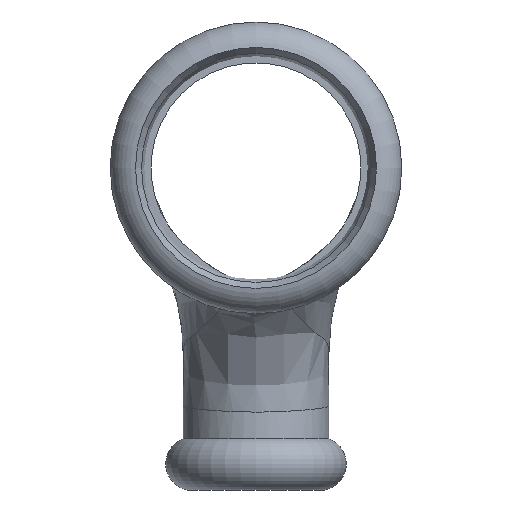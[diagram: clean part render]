
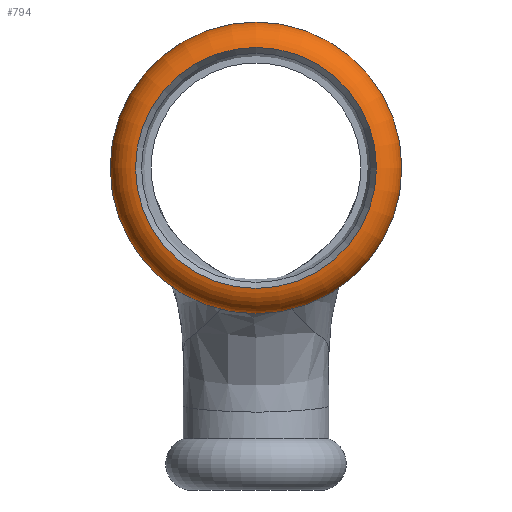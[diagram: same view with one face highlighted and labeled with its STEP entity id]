
A CAD part, left-side view. The second image highlights one B-rep face of the part: STEP entity #794.
In plain terms, the highlighted toroidal (fillet/blend) face has major radius 14.597 mm and minor radius 3.755 mm.
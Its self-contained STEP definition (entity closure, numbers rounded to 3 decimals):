
#129=FACE_OUTER_BOUND('',#169,.T.);
#169=EDGE_LOOP('',(#536,#537,#538,#539,#540,#541,#542,#543));
#223=CIRCLE('',#872,15.7);
#224=CIRCLE('',#873,15.7);
#225=CIRCLE('',#874,3.755);
#226=CIRCLE('',#875,15.15);
#227=CIRCLE('',#876,15.15);
#228=CIRCLE('',#877,15.15);
#229=CIRCLE('',#878,15.7);
#293=VERTEX_POINT('',#1206);
#294=VERTEX_POINT('',#1207);
#295=VERTEX_POINT('',#1209);
#296=VERTEX_POINT('',#1211);
#297=VERTEX_POINT('',#1213);
#298=VERTEX_POINT('',#1215);
#392=EDGE_CURVE('',#293,#294,#223,.T.);
#393=EDGE_CURVE('',#295,#293,#224,.T.);
#394=EDGE_CURVE('',#295,#296,#225,.T.);
#395=EDGE_CURVE('',#296,#297,#226,.T.);
#396=EDGE_CURVE('',#297,#298,#227,.T.);
#397=EDGE_CURVE('',#298,#296,#228,.T.);
#398=EDGE_CURVE('',#294,#295,#229,.T.);
#536=ORIENTED_EDGE('',*,*,#392,.F.);
#537=ORIENTED_EDGE('',*,*,#393,.F.);
#538=ORIENTED_EDGE('',*,*,#394,.T.);
#539=ORIENTED_EDGE('',*,*,#395,.T.);
#540=ORIENTED_EDGE('',*,*,#396,.T.);
#541=ORIENTED_EDGE('',*,*,#397,.T.);
#542=ORIENTED_EDGE('',*,*,#394,.F.);
#543=ORIENTED_EDGE('',*,*,#398,.F.);
#783=TOROIDAL_SURFACE('',#871,14.597,3.755);
#794=ADVANCED_FACE('',(#129),#783,.T.);
#871=AXIS2_PLACEMENT_3D('',#1205,#996,#997);
#872=AXIS2_PLACEMENT_3D('',#1208,#998,#999);
#873=AXIS2_PLACEMENT_3D('',#1210,#1000,#1001);
#874=AXIS2_PLACEMENT_3D('',#1212,#1002,#1003);
#875=AXIS2_PLACEMENT_3D('',#1214,#1004,#1005);
#876=AXIS2_PLACEMENT_3D('',#1216,#1006,#1007);
#877=AXIS2_PLACEMENT_3D('',#1217,#1008,#1009);
#878=AXIS2_PLACEMENT_3D('',#1218,#1010,#1011);
#996=DIRECTION('center_axis',(1.,0.,0.));
#997=DIRECTION('ref_axis',(0.,0.,1.));
#998=DIRECTION('center_axis',(1.,0.,0.));
#999=DIRECTION('ref_axis',(0.,1.,0.));
#1000=DIRECTION('center_axis',(1.,0.,0.));
#1001=DIRECTION('ref_axis',(0.,1.,0.));
#1002=DIRECTION('center_axis',(0.,1.,0.));
#1003=DIRECTION('ref_axis',(0.,0.,-1.));
#1004=DIRECTION('center_axis',(1.,0.,0.));
#1005=DIRECTION('ref_axis',(0.,1.,0.));
#1006=DIRECTION('center_axis',(1.,0.,0.));
#1007=DIRECTION('ref_axis',(0.,1.,0.));
#1008=DIRECTION('center_axis',(1.,0.,0.));
#1009=DIRECTION('ref_axis',(0.,1.,0.));
#1010=DIRECTION('center_axis',(1.,0.,0.));
#1011=DIRECTION('ref_axis',(0.,1.,0.));
#1205=CARTESIAN_POINT('Origin',(-38.286,0.,0.));
#1206=CARTESIAN_POINT('',(-34.697,15.7,0.));
#1207=CARTESIAN_POINT('',(-34.697,-15.7,0.));
#1208=CARTESIAN_POINT('Origin',(-34.697,0.,0.));
#1209=CARTESIAN_POINT('',(-34.697,0.,-15.7));
#1210=CARTESIAN_POINT('Origin',(-34.697,0.,0.));
#1211=CARTESIAN_POINT('',(-42.,0.,-15.15));
#1212=CARTESIAN_POINT('Origin',(-38.286,0.,
-14.597));
#1213=CARTESIAN_POINT('',(-42.,15.15,0.));
#1214=CARTESIAN_POINT('Origin',(-42.,0.,0.));
#1215=CARTESIAN_POINT('',(-42.,-15.15,0.));
#1216=CARTESIAN_POINT('Origin',(-42.,0.,0.));
#1217=CARTESIAN_POINT('Origin',(-42.,0.,0.));
#1218=CARTESIAN_POINT('Origin',(-34.697,0.,0.));
